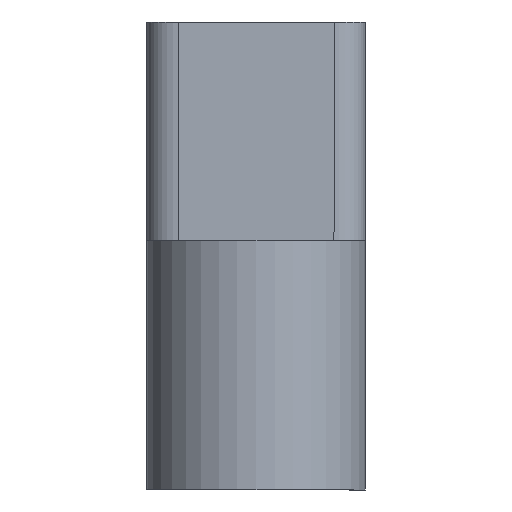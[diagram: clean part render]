
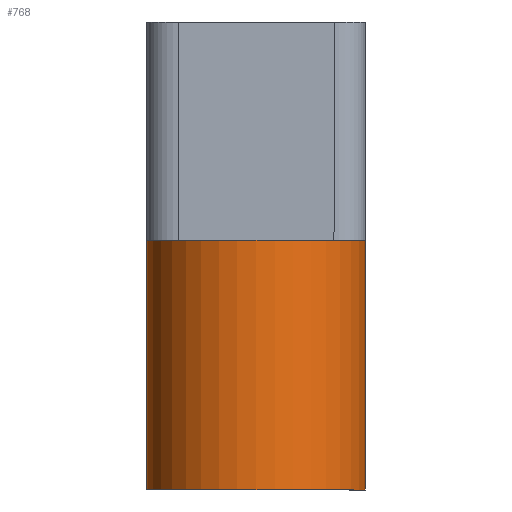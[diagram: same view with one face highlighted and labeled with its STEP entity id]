
A CAD part, left-side view. The second image highlights one B-rep face of the part: STEP entity #768.
In plain terms, the highlighted cylindrical face has radius 17.5 mm (diameter 35 mm), a partial arc.
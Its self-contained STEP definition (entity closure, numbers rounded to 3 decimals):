
#42 = CARTESIAN_POINT ( 'NONE',  ( 0., 40., 0. ) ) ;
#74 = DIRECTION ( 'NONE',  ( 0., 0., -1. ) ) ;
#240 = VERTEX_POINT ( 'NONE', #1126 ) ;
#474 = EDGE_CURVE ( 'NONE', #240, #1962, #3040, .T. ) ;
#581 = CARTESIAN_POINT ( 'NONE',  ( 0., 0., 0. ) ) ;
#607 = EDGE_CURVE ( 'NONE', #1962, #3027, #1016, .T. ) ;
#722 = CARTESIAN_POINT ( 'NONE',  ( 0., 40., 17.5 ) ) ;
#768 = ADVANCED_FACE ( 'NONE', ( #2102 ), #1835, .T. ) ;
#800 = CARTESIAN_POINT ( 'NONE',  ( 0., 0., 17.5 ) ) ;
#914 = EDGE_CURVE ( 'NONE', #2059, #3027, #2193, .T. ) ;
#922 = VECTOR ( 'NONE', #929, 1000. ) ;
#929 = DIRECTION ( 'NONE',  ( 0., -1., 0. ) ) ;
#1016 = LINE ( 'NONE', #722, #2423 ) ;
#1126 = CARTESIAN_POINT ( 'NONE',  ( 0., 40., -17.5 ) ) ;
#1188 = AXIS2_PLACEMENT_3D ( 'NONE', #42, #2375, #74 ) ;
#1567 = AXIS2_PLACEMENT_3D ( 'NONE', #1946, #2218, #1706 ) ;
#1595 = EDGE_LOOP ( 'NONE', ( #1756, #2382, #2645, #1802 ) ) ;
#1706 = DIRECTION ( 'NONE',  ( 0., 0., 1. ) ) ;
#1750 = DIRECTION ( 'NONE',  ( 0., -1., 0. ) ) ;
#1756 = ORIENTED_EDGE ( 'NONE', *, *, #607, .F. ) ;
#1802 = ORIENTED_EDGE ( 'NONE', *, *, #914, .T. ) ;
#1835 = CYLINDRICAL_SURFACE ( 'NONE', #1188, 17.5 ) ;
#1946 = CARTESIAN_POINT ( 'NONE',  ( 0., 40., 0. ) ) ;
#1962 = VERTEX_POINT ( 'NONE', #3020 ) ;
#2059 = VERTEX_POINT ( 'NONE', #2804 ) ;
#2102 = FACE_OUTER_BOUND ( 'NONE', #1595, .T. ) ;
#2193 = CIRCLE ( 'NONE', #3111, 17.5 ) ;
#2218 = DIRECTION ( 'NONE',  ( 0., 1., 0. ) ) ;
#2221 = EDGE_CURVE ( 'NONE', #240, #2059, #2464, .T. ) ;
#2375 = DIRECTION ( 'NONE',  ( 0., -1., 0. ) ) ;
#2382 = ORIENTED_EDGE ( 'NONE', *, *, #474, .F. ) ;
#2423 = VECTOR ( 'NONE', #1750, 1000. ) ;
#2432 = DIRECTION ( 'NONE',  ( 0., 1., 0. ) ) ;
#2464 = LINE ( 'NONE', #3121, #922 ) ;
#2645 = ORIENTED_EDGE ( 'NONE', *, *, #2221, .T. ) ;
#2804 = CARTESIAN_POINT ( 'NONE',  ( 0., 0., -17.5 ) ) ;
#3020 = CARTESIAN_POINT ( 'NONE',  ( 0., 40., 17.5 ) ) ;
#3027 = VERTEX_POINT ( 'NONE', #800 ) ;
#3040 = CIRCLE ( 'NONE', #1567, 17.5 ) ;
#3111 = AXIS2_PLACEMENT_3D ( 'NONE', #581, #2432, #3169 ) ;
#3121 = CARTESIAN_POINT ( 'NONE',  ( 0., 40., -17.5 ) ) ;
#3169 = DIRECTION ( 'NONE',  ( 0., 0., 1. ) ) ;
